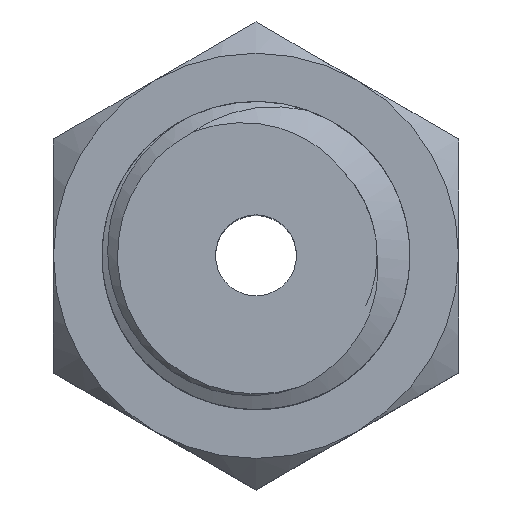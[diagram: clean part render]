
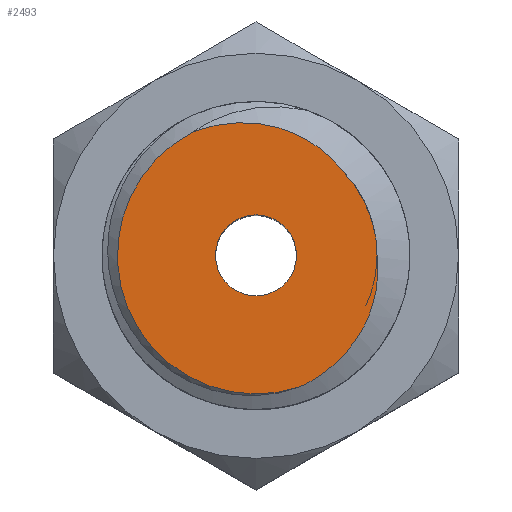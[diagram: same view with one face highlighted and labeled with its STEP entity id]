
A CAD part, top view. The second image highlights one B-rep face of the part: STEP entity #2493.
In plain terms, the highlighted planar face has unit normal (0, 0, 1).
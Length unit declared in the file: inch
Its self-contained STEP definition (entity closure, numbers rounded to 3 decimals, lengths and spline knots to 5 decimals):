
#38 = VERTEX_POINT ( 'NONE', #1887 ) ;
#56 = DIRECTION ( 'NONE',  ( 0., 0., 1. ) ) ;
#57 = B_SPLINE_CURVE_WITH_KNOTS ( 'NONE', 3,
 ( #3007, #1793, #876, #1838, #2995, #678, #2299, #1604, #2040, #205 ),
 .UNSPECIFIED., .F., .F.,
 ( 4, 2, 2, 2, 4 ),
 ( 0., 0.00064, 0.00128, 0.00191, 0.00255 ),
 .UNSPECIFIED. ) ;
#73 = CIRCLE ( 'NONE', #590, 0.0855 ) ;
#103 = DIRECTION ( 'NONE',  ( 1., 0., 0. ) ) ;
#117 = DIRECTION ( 'NONE',  ( 0., 0., 1. ) ) ;
#191 = VERTEX_POINT ( 'NONE', #2254 ) ;
#200 = EDGE_CURVE ( 'NONE', #38, #2790, #722, .T. ) ;
#205 = CARTESIAN_POINT ( 'NONE',  ( 0.02683, -0.08118, 0.542 ) ) ;
#295 = EDGE_CURVE ( 'NONE', #1044, #38, #2540, .T. ) ;
#364 = ORIENTED_EDGE ( 'NONE', *, *, #931, .F. ) ;
#393 = AXIS2_PLACEMENT_3D ( 'NONE', #2875, #56, #1484 ) ;
#426 = CARTESIAN_POINT ( 'NONE',  ( 0.06715, 0.0331, 0.542 ) ) ;
#459 = DIRECTION ( 'NONE',  ( 1., 0., 0. ) ) ;
#466 = CARTESIAN_POINT ( 'NONE',  ( 0.05282, 0.05282, 0.542 ) ) ;
#556 = AXIS2_PLACEMENT_3D ( 'NONE', #3037, #2156, #459 ) ;
#587 = CARTESIAN_POINT ( 'NONE',  ( 0., 0., 0.542 ) ) ;
#590 = AXIS2_PLACEMENT_3D ( 'NONE', #587, #117, #103 ) ;
#630 = CARTESIAN_POINT ( 'NONE',  ( 0.05282, 0.05282, 0.542 ) ) ;
#648 = CARTESIAN_POINT ( 'NONE',  ( 0.05945, 0.0455, 0.542 ) ) ;
#678 = CARTESIAN_POINT ( 'NONE',  ( 0.05974, -0.05564, 0.542 ) ) ;
#722 = B_SPLINE_CURVE_WITH_KNOTS ( 'NONE', 3,
 ( #630, #1548, #648, #1576, #426, #2285, #2036, #2500, #2016, #2489 ),
 .UNSPECIFIED., .F., .F.,
 ( 4, 2, 2, 2, 4 ),
 ( 0., 0.00038, 0.00075, 0.00113, 0.0015 ),
 .UNSPECIFIED. ) ;
#856 = CARTESIAN_POINT ( 'NONE',  ( 0.025, 0., 0.542 ) ) ;
#876 = CARTESIAN_POINT ( 'NONE',  ( 0.07518, -0.01679, 0.542 ) ) ;
#915 = ORIENTED_EDGE ( 'NONE', *, *, #295, .F. ) ;
#931 = EDGE_CURVE ( 'NONE', #2790, #191, #57, .T. ) ;
#1044 = VERTEX_POINT ( 'NONE', #1572 ) ;
#1166 = CARTESIAN_POINT ( 'NONE',  ( -0.0228, 0.08232, 0.542 ) ) ;
#1175 = CARTESIAN_POINT ( 'NONE',  ( 0.02701, 0.07417, 0.542 ) ) ;
#1220 = EDGE_CURVE ( 'NONE', #1044, #191, #73, .T. ) ;
#1365 = CARTESIAN_POINT ( 'NONE',  ( 0.04128, 0.06504, 0.542 ) ) ;
#1484 = DIRECTION ( 'NONE',  ( 1., 0., 0. ) ) ;
#1548 = CARTESIAN_POINT ( 'NONE',  ( 0.05631, 0.04934, 0.542 ) ) ;
#1572 = CARTESIAN_POINT ( 'NONE',  ( -0.03843, 0.07638, 0.542 ) ) ;
#1576 = CARTESIAN_POINT ( 'NONE',  ( 0.06486, 0.03738, 0.542 ) ) ;
#1604 = CARTESIAN_POINT ( 'NONE',  ( 0.0416, -0.07318, 0.542 ) ) ;
#1666 = PLANE ( 'NONE',  #393 ) ;
#1762 = ORIENTED_EDGE ( 'NONE', *, *, #1861, .F. ) ;
#1793 = CARTESIAN_POINT ( 'NONE',  ( 0.07562, -0.00843, 0.542 ) ) ;
#1838 = CARTESIAN_POINT ( 'NONE',  ( 0.07154, -0.03336, 0.542 ) ) ;
#1861 = EDGE_CURVE ( 'NONE', #2975, #2975, #3011, .T. ) ;
#1870 = CARTESIAN_POINT ( 'NONE',  ( 0.01929, 0.07749, 0.542 ) ) ;
#1887 = CARTESIAN_POINT ( 'NONE',  ( 0.05282, 0.05282, 0.542 ) ) ;
#1973 = FACE_BOUND ( 'NONE', #2006, .T. ) ;
#2006 = EDGE_LOOP ( 'NONE', ( #1762 ) ) ;
#2016 = CARTESIAN_POINT ( 'NONE',  ( 0.0747, 0.00493, 0.542 ) ) ;
#2036 = CARTESIAN_POINT ( 'NONE',  ( 0.07233, 0.01931, 0.542 ) ) ;
#2040 = CARTESIAN_POINT ( 'NONE',  ( 0.03451, -0.07773, 0.542 ) ) ;
#2105 = CARTESIAN_POINT ( 'NONE',  ( 0.04751, 0.05944, 0.542 ) ) ;
#2156 = DIRECTION ( 'NONE',  ( 0., 0., 1. ) ) ;
#2178 = CARTESIAN_POINT ( 'NONE',  ( 0.0747, 0., 0.542 ) ) ;
#2254 = CARTESIAN_POINT ( 'NONE',  ( 0.02683, -0.08118, 0.542 ) ) ;
#2285 = CARTESIAN_POINT ( 'NONE',  ( 0.0709, 0.02405, 0.542 ) ) ;
#2299 = CARTESIAN_POINT ( 'NONE',  ( 0.05429, -0.06204, 0.542 ) ) ;
#2461 = ORIENTED_EDGE ( 'NONE', *, *, #200, .F. ) ;
#2489 = CARTESIAN_POINT ( 'NONE',  ( 0.0747, 0., 0.542 ) ) ;
#2493 = ADVANCED_FACE ( 'NONE', ( #2600, #1973 ), #1666, .T. ) ;
#2500 = CARTESIAN_POINT ( 'NONE',  ( 0.07422, 0.00978, 0.542 ) ) ;
#2534 = EDGE_LOOP ( 'NONE', ( #915, #2627, #364, #2461 ) ) ;
#2537 = CARTESIAN_POINT ( 'NONE',  ( -0.03843, 0.07638, 0.542 ) ) ;
#2540 = B_SPLINE_CURVE_WITH_KNOTS ( 'NONE', 3,
 ( #2537, #1166, #2793, #1870, #1175, #1365, #2105, #466 ),
 .UNSPECIFIED., .F., .F.,
 ( 4, 2, 2, 4 ),
 ( 0.00171, 0.00299, 0.00363, 0.00427 ),
 .UNSPECIFIED. ) ;
#2600 = FACE_OUTER_BOUND ( 'NONE', #2534, .T. ) ;
#2627 = ORIENTED_EDGE ( 'NONE', *, *, #1220, .T. ) ;
#2790 = VERTEX_POINT ( 'NONE', #2178 ) ;
#2793 = CARTESIAN_POINT ( 'NONE',  ( -0.00523, 0.08362, 0.542 ) ) ;
#2875 = CARTESIAN_POINT ( 'NONE',  ( 0., 0., 0.542 ) ) ;
#2975 = VERTEX_POINT ( 'NONE', #856 ) ;
#2995 = CARTESIAN_POINT ( 'NONE',  ( 0.06845, -0.04113, 0.542 ) ) ;
#3007 = CARTESIAN_POINT ( 'NONE',  ( 0.0747, 0., 0.542 ) ) ;
#3011 = CIRCLE ( 'NONE', #556, 0.025 ) ;
#3037 = CARTESIAN_POINT ( 'NONE',  ( 0., 0., 0.542 ) ) ;
